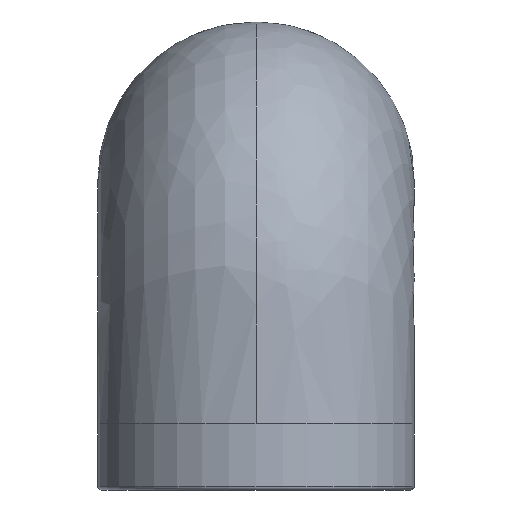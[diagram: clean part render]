
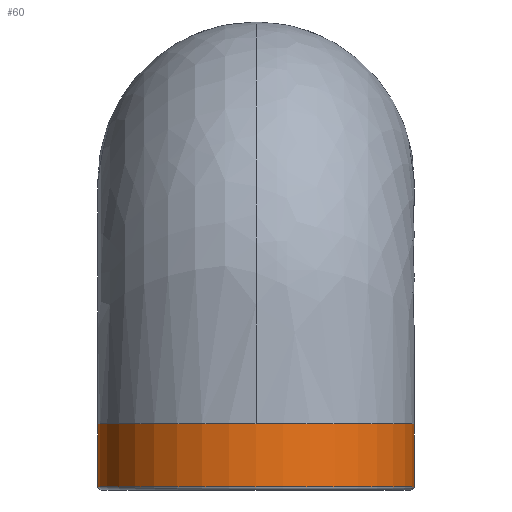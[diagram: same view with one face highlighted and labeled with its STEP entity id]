
A CAD part, front view. The second image highlights one B-rep face of the part: STEP entity #60.
In plain terms, the highlighted cylindrical face has radius 24.5 mm (diameter 49 mm), a partial arc.
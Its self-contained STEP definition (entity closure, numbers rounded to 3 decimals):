
#60=ADVANCED_FACE('',(#130),#131,.T.);
#130=FACE_OUTER_BOUND('',#565,.T.);
#131=CYLINDRICAL_SURFACE('',#566,24.5);
#565=EDGE_LOOP('',(#1406,#1407,#1408,#1409,#1410));
#566=AXIS2_PLACEMENT_3D('',#1411,#1412,#1413);
#1406=ORIENTED_EDGE('',*,*,#1570,.F.);
#1407=ORIENTED_EDGE('',*,*,#1571,.F.);
#1408=ORIENTED_EDGE('',*,*,#1572,.F.);
#1409=ORIENTED_EDGE('',*,*,#1539,.F.);
#1410=ORIENTED_EDGE('',*,*,#1573,.F.);
#1411=CARTESIAN_POINT('',(0.0,0.0,0.0));
#1412=DIRECTION('',(-0.0,0.0,-1.0));
#1413=DIRECTION('',(-1.0,0.0,0.0));
#1539=EDGE_CURVE('',#1619,#1621,#1622,.T.);
#1570=EDGE_CURVE('',#1674,#1675,#1676,.T.);
#1571=EDGE_CURVE('',#1677,#1674,#1678,.T.);
#1572=EDGE_CURVE('',#1621,#1677,#1679,.T.);
#1573=EDGE_CURVE('',#1675,#1619,#1680,.T.);
#1619=VERTEX_POINT('',#1741);
#1621=VERTEX_POINT('',#1754);
#1622=CIRCLE('',#1755,24.5);
#1674=VERTEX_POINT('',#1850);
#1675=VERTEX_POINT('',#1851);
#1676=LINE('',#1852,#1853);
#1677=VERTEX_POINT('',#1854);
#1678=CIRCLE('',#1855,24.5);
#1679=LINE('',#1856,#1857);
#1680=CIRCLE('',#1858,24.5);
#1741=CARTESIAN_POINT('',(0.,-24.5,10.25));
#1754=CARTESIAN_POINT('',(24.5,0.,10.25));
#1755=AXIS2_PLACEMENT_3D('',#1986,#1987,#1988);
#1850=CARTESIAN_POINT('',(-24.5,0.,0.5));
#1851=CARTESIAN_POINT('',(-24.5,0.,10.25));
#1852=CARTESIAN_POINT('',(-24.5,0.,5.377));
#1853=VECTOR('',#2040,1.0);
#1854=CARTESIAN_POINT('',(24.5,0.,0.5));
#1855=AXIS2_PLACEMENT_3D('',#2041,#2042,#2043);
#1856=CARTESIAN_POINT('',(24.5,0.,5.377));
#1857=VECTOR('',#2044,1.0);
#1858=AXIS2_PLACEMENT_3D('',#2045,#2046,#2047);
#1986=CARTESIAN_POINT('',(0.0,0.0,10.25));
#1987=DIRECTION('',(0.0,0.0,1.0));
#1988=DIRECTION('',(-1.0,0.0,0.0));
#2040=DIRECTION('',(-0.0,-0.0,1.0));
#2041=CARTESIAN_POINT('',(0.0,0.0,0.5));
#2042=DIRECTION('',(0.0,0.0,-1.0));
#2043=DIRECTION('',(-1.0,0.0,0.0));
#2044=DIRECTION('',(-0.0,-0.0,-1.0));
#2045=CARTESIAN_POINT('',(0.0,0.0,10.25));
#2046=DIRECTION('',(0.0,0.0,1.0));
#2047=DIRECTION('',(-1.0,0.0,0.0));
